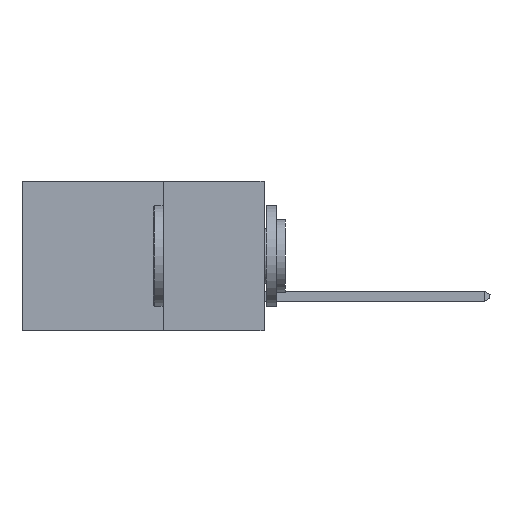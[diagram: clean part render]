
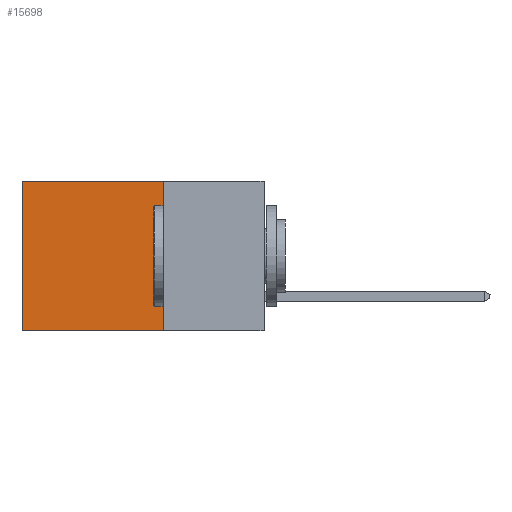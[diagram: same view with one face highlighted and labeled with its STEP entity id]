
A CAD part, left-side view. The second image highlights one B-rep face of the part: STEP entity #15698.
In plain terms, the highlighted planar face has unit normal (-1, 0, 0).
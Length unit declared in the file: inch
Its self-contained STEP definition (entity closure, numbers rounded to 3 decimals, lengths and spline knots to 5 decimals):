
#154 = VERTEX_POINT ( 'NONE', #4024 ) ;
#639 = AXIS2_PLACEMENT_3D ( 'NONE', #10237, #14381, #10293 ) ;
#1589 = FACE_OUTER_BOUND ( 'NONE', #10763, .T. ) ;
#1858 = ORIENTED_EDGE ( 'NONE', *, *, #15243, .F. ) ;
#2129 = CARTESIAN_POINT ( 'NONE',  ( 0.298, 0.6, -0.37 ) ) ;
#2257 = VECTOR ( 'NONE', #13432, 39.37008 ) ;
#3548 = VECTOR ( 'NONE', #12182, 39.37008 ) ;
#4024 = CARTESIAN_POINT ( 'NONE',  ( 0.298, 0.25, -0.37 ) ) ;
#4251 = CARTESIAN_POINT ( 'NONE',  ( 0.298, 0.25, 0. ) ) ;
#5279 = CARTESIAN_POINT ( 'NONE',  ( 0.298, 0.25, -0.37 ) ) ;
#5625 = DIRECTION ( 'NONE',  ( 0., 0., -1. ) ) ;
#5983 = VERTEX_POINT ( 'NONE', #2129 ) ;
#6094 = PLANE ( 'NONE',  #639 ) ;
#6609 = VECTOR ( 'NONE', #5625, 39.37008 ) ;
#6771 = ORIENTED_EDGE ( 'NONE', *, *, #15247, .T. ) ;
#6945 = EDGE_CURVE ( 'NONE', #8115, #154, #13059, .T. ) ;
#7043 = DIRECTION ( 'NONE',  ( 0., 1., 0. ) ) ;
#7056 = VERTEX_POINT ( 'NONE', #15364 ) ;
#7195 = LINE ( 'NONE', #5279, #2257 ) ;
#7776 = ORIENTED_EDGE ( 'NONE', *, *, #14197, .T. ) ;
#8115 = VERTEX_POINT ( 'NONE', #11709 ) ;
#9557 = CARTESIAN_POINT ( 'NONE',  ( 0.298, 0.6, 0. ) ) ;
#10000 = ORIENTED_EDGE ( 'NONE', *, *, #6945, .F. ) ;
#10237 = CARTESIAN_POINT ( 'NONE',  ( 0.298, 0.25, 0. ) ) ;
#10293 = DIRECTION ( 'NONE',  ( 0., 0., -1. ) ) ;
#10763 = EDGE_LOOP ( 'NONE', ( #6771, #1858, #10000, #7776 ) ) ;
#11353 = CARTESIAN_POINT ( 'NONE',  ( 0.298, 0.25, 0. ) ) ;
#11709 = CARTESIAN_POINT ( 'NONE',  ( 0.298, 0.25, 0. ) ) ;
#11921 = LINE ( 'NONE', #11353, #17050 ) ;
#12182 = DIRECTION ( 'NONE',  ( 0., 0., -1. ) ) ;
#13059 = LINE ( 'NONE', #4251, #6609 ) ;
#13432 = DIRECTION ( 'NONE',  ( 0., 1., 0. ) ) ;
#14197 = EDGE_CURVE ( 'NONE', #8115, #7056, #11921, .T. ) ;
#14381 = DIRECTION ( 'NONE',  ( 1., 0., 0. ) ) ;
#15243 = EDGE_CURVE ( 'NONE', #154, #5983, #7195, .T. ) ;
#15247 = EDGE_CURVE ( 'NONE', #7056, #5983, #15574, .T. ) ;
#15364 = CARTESIAN_POINT ( 'NONE',  ( 0.298, 0.6, 0. ) ) ;
#15574 = LINE ( 'NONE', #9557, #3548 ) ;
#15698 = ADVANCED_FACE ( 'NONE', ( #1589 ), #6094, .F. ) ;
#17050 = VECTOR ( 'NONE', #7043, 39.37008 ) ;
